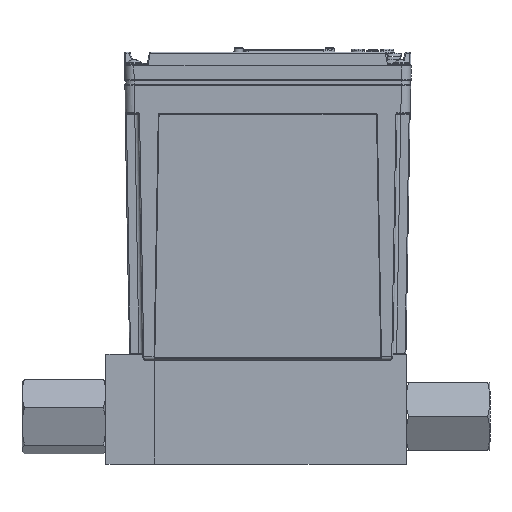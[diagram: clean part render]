
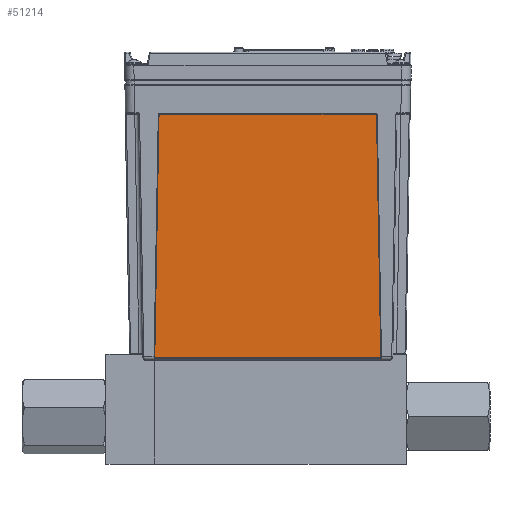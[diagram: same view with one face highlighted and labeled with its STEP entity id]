
A CAD part, top view. The second image highlights one B-rep face of the part: STEP entity #51214.
In plain terms, the highlighted planar face has unit normal (0, -0.018, 1).
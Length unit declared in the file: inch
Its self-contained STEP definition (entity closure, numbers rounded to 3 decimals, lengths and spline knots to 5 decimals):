
#678 = LINE ( 'NONE', #863, #28834 ) ;
#863 = CARTESIAN_POINT ( 'NONE',  ( 0.7235, 4.63895, 1.02987 ) ) ;
#1030 = DIRECTION ( 'NONE',  ( -1., 0., 0. ) ) ;
#4384 = CARTESIAN_POINT ( 'NONE',  ( -2.6965, 4.63895, 1.02987 ) ) ;
#4389 = DIRECTION ( 'NONE',  ( -0.017, -1., -0.017 ) ) ;
#4487 = LINE ( 'NONE', #4384, #28891 ) ;
#4495 = DIRECTION ( 'NONE',  ( 1., 0., 0. ) ) ;
#4639 = CARTESIAN_POINT ( 'NONE',  ( -2.67685, 4.63895, 1.02987 ) ) ;
#4668 = CARTESIAN_POINT ( 'NONE',  ( -2.76314, 0.82988, 0.96339 ) ) ;
#4836 = CARTESIAN_POINT ( 'NONE',  ( 0.70385, 4.61895, 1.02953 ) ) ;
#5100 = DIRECTION ( 'NONE',  ( 0., -0.017, 1. ) ) ;
#8507 = VERTEX_POINT ( 'NONE', #31100 ) ;
#8534 = VERTEX_POINT ( 'NONE', #31154 ) ;
#8538 = VERTEX_POINT ( 'NONE', #31375 ) ;
#8583 = VERTEX_POINT ( 'NONE', #4639 ) ;
#8593 = VERTEX_POINT ( 'NONE', #4668 ) ;
#9499 = EDGE_CURVE ( 'NONE', #8538, #8534, #31091, .T. ) ;
#9645 = EDGE_CURVE ( 'NONE', #52070, #52089, #30753, .T. ) ;
#9739 = EDGE_CURVE ( 'NONE', #8583, #8507, #38009, .T. ) ;
#9818 = EDGE_CURVE ( 'NONE', #8507, #8593, #4487, .T. ) ;
#9935 = EDGE_CURVE ( 'NONE', #8534, #52220, #45996, .T. ) ;
#10198 = EDGE_CURVE ( 'NONE', #52220, #8583, #678, .T. ) ;
#10254 = EDGE_CURVE ( 'NONE', #52089, #8538, #48686, .T. ) ;
#10271 = EDGE_CURVE ( 'NONE', #8593, #52070, #48666, .T. ) ;
#12089 = VECTOR ( 'NONE', #31223, 39.37008 ) ;
#17637 = VECTOR ( 'NONE', #30523, 39.37008 ) ;
#23631 = ORIENTED_EDGE ( 'NONE', *, *, #10271, .T. ) ;
#24027 = ORIENTED_EDGE ( 'NONE', *, *, #10254, .T. ) ;
#24108 = ORIENTED_EDGE ( 'NONE', *, *, #10198, .T. ) ;
#24193 = ORIENTED_EDGE ( 'NONE', *, *, #9818, .T. ) ;
#24358 = ORIENTED_EDGE ( 'NONE', *, *, #9935, .T. ) ;
#24370 = ORIENTED_EDGE ( 'NONE', *, *, #9645, .T. ) ;
#24539 = ORIENTED_EDGE ( 'NONE', *, *, #9739, .T. ) ;
#24878 = ORIENTED_EDGE ( 'NONE', *, *, #9499, .T. ) ;
#25401 = CARTESIAN_POINT ( 'NONE',  ( -0.9865, 4.63895, 1.02987 ) ) ;
#25404 = DIRECTION ( 'NONE',  ( 1., 0., 0. ) ) ;
#25409 = DIRECTION ( 'NONE',  ( 0., -0.017, 1. ) ) ;
#25684 = CARTESIAN_POINT ( 'NONE',  ( 0.77015, 0.82953, 0.96338 ) ) ;
#25750 = DIRECTION ( 'NONE',  ( 0., -0.017, 1. ) ) ;
#25926 = DIRECTION ( 'NONE',  ( 1., 0., 0. ) ) ;
#26104 = DIRECTION ( 'NONE',  ( 1., 0., 0. ) ) ;
#26354 = PLANE ( 'NONE',  #31527 ) ;
#26479 = CARTESIAN_POINT ( 'NONE',  ( -2.74315, 0.82953, 0.96338 ) ) ;
#26982 = DIRECTION ( 'NONE',  ( 0., -0.017, 1. ) ) ;
#28160 = CARTESIAN_POINT ( 'NONE',  ( -2.74315, 0.80953, 0.96303 ) ) ;
#28175 = CARTESIAN_POINT ( 'NONE',  ( 0.77015, 0.80953, 0.96303 ) ) ;
#28354 = CARTESIAN_POINT ( 'NONE',  ( 0.70385, 4.63895, 1.02987 ) ) ;
#28834 = VECTOR ( 'NONE', #1030, 39.37008 ) ;
#28891 = VECTOR ( 'NONE', #4389, 39.37008 ) ;
#30523 = DIRECTION ( 'NONE',  ( 1., 0., 0. ) ) ;
#30753 = LINE ( 'NONE', #30857, #17637 ) ;
#30857 = CARTESIAN_POINT ( 'NONE',  ( -2.7635, 0.80953, 0.96303 ) ) ;
#30923 = CARTESIAN_POINT ( 'NONE',  ( 0.7905, 0.80953, 0.96303 ) ) ;
#31091 = LINE ( 'NONE', #30923, #12089 ) ;
#31100 = CARTESIAN_POINT ( 'NONE',  ( -2.69684, 4.6193, 1.02953 ) ) ;
#31154 = CARTESIAN_POINT ( 'NONE',  ( 0.72384, 4.6193, 1.02953 ) ) ;
#31223 = DIRECTION ( 'NONE',  ( -0.017, 1., 0.017 ) ) ;
#31375 = CARTESIAN_POINT ( 'NONE',  ( 0.79014, 0.82988, 0.96339 ) ) ;
#31527 = AXIS2_PLACEMENT_3D ( 'NONE', #25401, #26982, #25926 ) ;
#33222 = EDGE_LOOP ( 'NONE', ( #24370, #24027, #24878, #24358, #24108, #24539, #24193, #23631 ) ) ;
#37997 = AXIS2_PLACEMENT_3D ( 'NONE', #43305, #42525, #43320 ) ;
#38009 = CIRCLE ( 'NONE', #37997, 0.02 ) ;
#42525 = DIRECTION ( 'NONE',  ( 0., -0.017, 1. ) ) ;
#43305 = CARTESIAN_POINT ( 'NONE',  ( -2.67685, 4.61895, 1.02953 ) ) ;
#43320 = DIRECTION ( 'NONE',  ( 1., 0., 0. ) ) ;
#45996 = CIRCLE ( 'NONE', #46108, 0.02 ) ;
#46108 = AXIS2_PLACEMENT_3D ( 'NONE', #4836, #5100, #4495 ) ;
#47841 = FACE_OUTER_BOUND ( 'NONE', #33222, .T. ) ;
#48257 = AXIS2_PLACEMENT_3D ( 'NONE', #25684, #25750, #26104 ) ;
#48309 = AXIS2_PLACEMENT_3D ( 'NONE', #26479, #25409, #25404 ) ;
#48666 = CIRCLE ( 'NONE', #48309, 0.02 ) ;
#48686 = CIRCLE ( 'NONE', #48257, 0.02 ) ;
#51214 = ADVANCED_FACE ( 'NONE', ( #47841 ), #26354, .T. ) ;
#52070 = VERTEX_POINT ( 'NONE', #28160 ) ;
#52089 = VERTEX_POINT ( 'NONE', #28175 ) ;
#52220 = VERTEX_POINT ( 'NONE', #28354 ) ;
